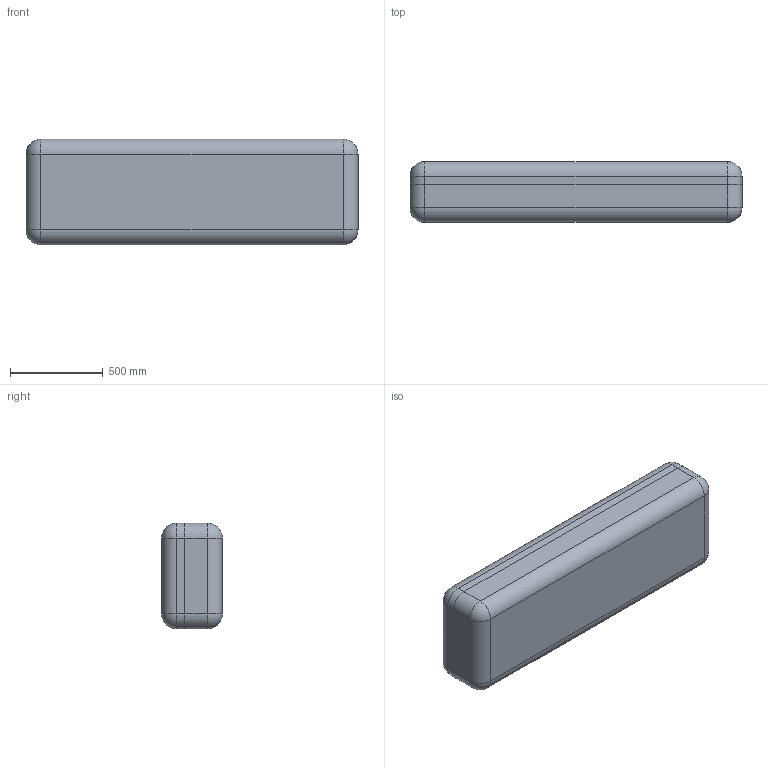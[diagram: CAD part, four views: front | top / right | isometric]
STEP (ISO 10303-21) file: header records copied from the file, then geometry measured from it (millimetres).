
FILE_DESCRIPTION (( 'STEP AP214' ), '1' );
FILE_NAME ('Êåéñ Ê-180 óïð.STEP', '2025-08-13T14:18:01', ( '' ), ( '' ), 'SwSTEP 2.0', 'SolidWorks 2021', '' );
FILE_SCHEMA (( 'AUTOMOTIVE_DESIGN' ));
Length unit declared in the file: millimetre
Products named in the file (1): Êåéñ Ê-180 óïð
Bounding box: 1788.15 x 327.04 x 568.44 mm (x, y, z)
Volume: 118263487.8 mm3; surface area: 8521628.4 mm2
Topology: 2 solids, 4 shells, 2298 faces, 6044 edges, 3690 vertices
Faces by surface type: cylinder 809, plane 797, bspline 502, torus 140, cone 40, sphere 10
Entity records: 113369 total; most frequent: CARTESIAN_POINT 63015, ORIENTED_EDGE 11988, DIRECTION 8870, EDGE_CURVE 5994, VERTEX_POINT 3690, AXIS2_PLACEMENT_3D 3010, LINE 2850, VECTOR 2850
